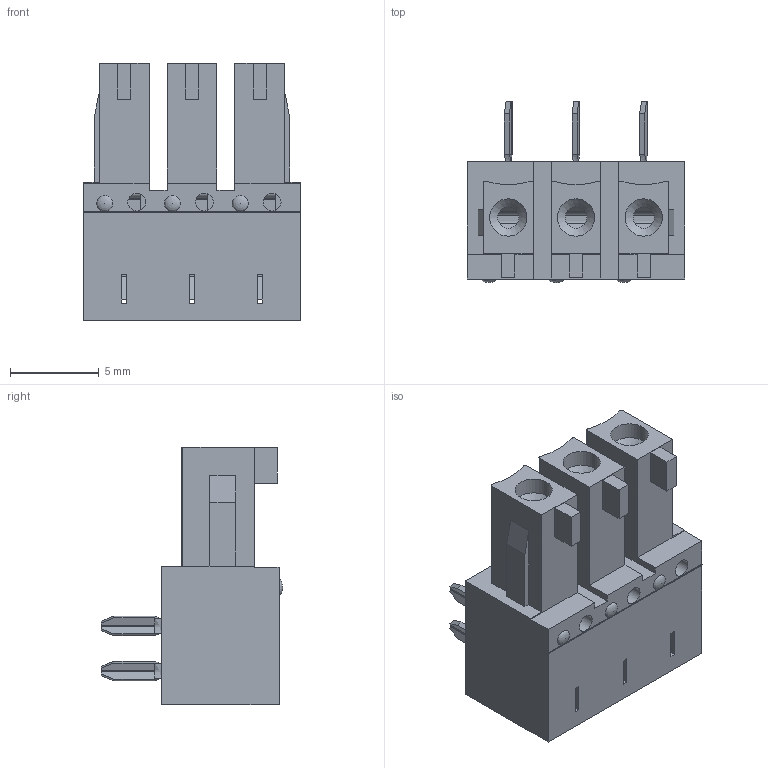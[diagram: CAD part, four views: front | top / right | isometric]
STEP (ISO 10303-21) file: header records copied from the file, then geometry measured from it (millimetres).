
FILE_DESCRIPTION( ( 'Unknown' ), '1' );
FILE_NAME( '691309310003.stp', 'Unknown', ( 'Unknown' ), ( 'Unknown' ), 'PSStep 18.0.17', 'Unknown', ' ' );
FILE_SCHEMA( ( 'AUTOMOTIVE_DESIGN { 1 0 10303 214 1 1 1 1 }' ) );
Length unit declared in the file: millimetre
Products named in the file (3): Assem1; 6913093100xx_Pin; 691307300003
Assembly tree (4 placements, depth 2):
  Assem1
    6913093100xx_Pin  x3
    691307300003
Bounding box: 12.22 x 10.2 x 14.5 mm (x, y, z)
Volume: 516.8 mm3; surface area: 1743 mm2
Topology: 4 solids, 4 shells, 543 faces, 1506 edges, 968 vertices
Faces by surface type: plane 421, cylinder 92, bspline 24, revolution 3, cone 3
Full cylindrical faces by diameter (mm): 1 x3, 1.2 x3, 2.1 x3
Entity records: 13597 total; most frequent: CARTESIAN_POINT 2140, ORIENTED_EDGE 1868, DIRECTION 1678, EDGE_CURVE 934, LINE 815, VECTOR 815, VERTEX_POINT 616, AXIS2_PLACEMENT_3D 430
